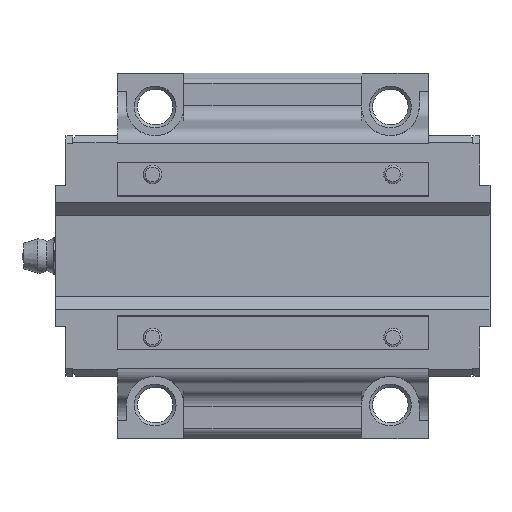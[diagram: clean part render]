
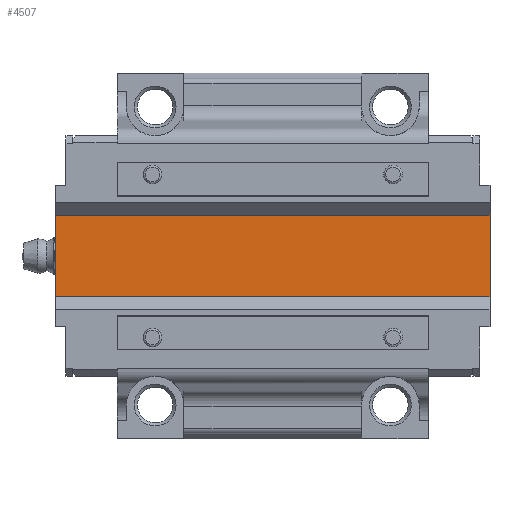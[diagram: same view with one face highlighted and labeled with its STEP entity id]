
A CAD part, front view. The second image highlights one B-rep face of the part: STEP entity #4507.
In plain terms, the highlighted planar face has unit normal (0, -1, 0).
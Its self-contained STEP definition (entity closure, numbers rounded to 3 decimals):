
#268=LINE('',#6790,#722);
#282=LINE('',#6826,#736);
#468=LINE('',#7468,#922);
#469=LINE('',#7470,#923);
#722=VECTOR('',#5345,1000.);
#736=VECTOR('',#5369,1000.);
#922=VECTOR('',#5965,1000.);
#923=VECTOR('',#5968,1000.);
#1119=PLANE('',#4904);
#2195=ORIENTED_EDGE('',*,*,#2704,.F.);
#2196=ORIENTED_EDGE('',*,*,#3004,.F.);
#2197=ORIENTED_EDGE('',*,*,#2722,.T.);
#2198=ORIENTED_EDGE('',*,*,#3005,.T.);
#2704=EDGE_CURVE('',#3280,#3281,#268,.T.);
#2722=EDGE_CURVE('',#3298,#3297,#282,.T.);
#3004=EDGE_CURVE('',#3298,#3280,#468,.T.);
#3005=EDGE_CURVE('',#3297,#3281,#469,.T.);
#3280=VERTEX_POINT('',#6789);
#3281=VERTEX_POINT('',#6791);
#3297=VERTEX_POINT('',#6825);
#3298=VERTEX_POINT('',#6827);
#3878=EDGE_LOOP('',(#2195,#2196,#2197,#2198));
#4210=FACE_BOUND('',#3878,.T.);
#4507=ADVANCED_FACE('',(#4210),#1119,.T.);
#4904=AXIS2_PLACEMENT_3D('',#7469,#5966,#5967);
#5345=DIRECTION('',(0.,0.,1.));
#5369=DIRECTION('',(0.,0.,1.));
#5965=DIRECTION('',(-1.,0.,0.));
#5966=DIRECTION('',(0.,-1.,0.));
#5967=DIRECTION('',(0.,0.,-1.));
#5968=DIRECTION('',(-1.,0.,0.));
#6789=CARTESIAN_POINT('',(-41.55,16.5,-8.41));
#6790=CARTESIAN_POINT('',(-41.55,16.5,-8.41));
#6791=CARTESIAN_POINT('',(-41.55,16.5,8.41));
#6825=CARTESIAN_POINT('',(41.55,16.5,8.41));
#6826=CARTESIAN_POINT('',(41.55,16.5,-8.41));
#6827=CARTESIAN_POINT('',(41.55,16.5,-8.41));
#7468=CARTESIAN_POINT('',(41.55,16.5,-8.41));
#7469=CARTESIAN_POINT('',(41.55,16.5,-8.41));
#7470=CARTESIAN_POINT('',(41.55,16.5,8.41));
